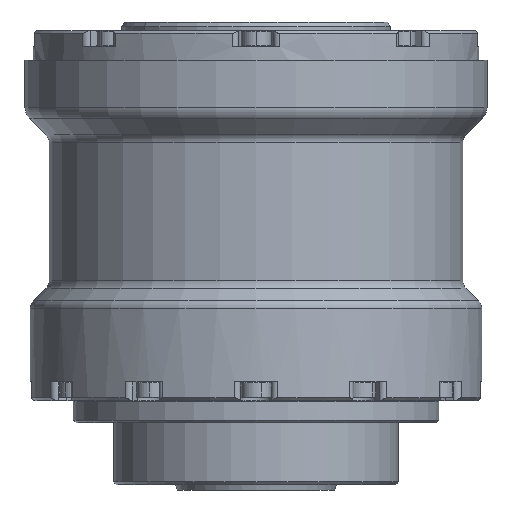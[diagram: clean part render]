
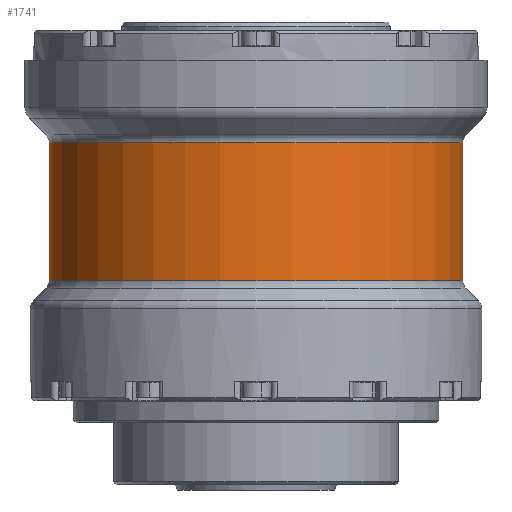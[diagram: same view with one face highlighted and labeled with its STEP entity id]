
A CAD part, front view. The second image highlights one B-rep face of the part: STEP entity #1741.
In plain terms, the highlighted cylindrical face has radius 38.5 mm (diameter 77 mm), a partial arc.
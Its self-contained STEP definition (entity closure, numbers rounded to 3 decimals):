
#1561 = CARTESIAN_POINT ( 'NONE',  ( 0., 0., -15.328 ) ) ;
#1741 = ADVANCED_FACE ( 'NONE', ( #4383 ), #29812, .T. ) ;
#2903 = DIRECTION ( 'NONE',  ( 0., 0., -1. ) ) ;
#3202 = EDGE_CURVE ( 'NONE', #27561, #45293, #10968, .T. ) ;
#3229 = EDGE_CURVE ( 'NONE', #45293, #35807, #14938, .T. ) ;
#4383 = FACE_OUTER_BOUND ( 'NONE', #8706, .T. ) ;
#4418 = CARTESIAN_POINT ( 'NONE',  ( 38.5, 0., 0. ) ) ;
#6845 = CARTESIAN_POINT ( 'NONE',  ( 0., 0., -41.042 ) ) ;
#8067 = DIRECTION ( 'NONE',  ( 0., 0., 1. ) ) ;
#8706 = EDGE_LOOP ( 'NONE', ( #46600, #32089, #11192, #40847 ) ) ;
#9859 = DIRECTION ( 'NONE',  ( 0., 0., 1. ) ) ;
#10653 = CARTESIAN_POINT ( 'NONE',  ( -38.5, 0., -15.328 ) ) ;
#10968 = CIRCLE ( 'NONE', #27613, 38.5 ) ;
#11192 = ORIENTED_EDGE ( 'NONE', *, *, #3229, .T. ) ;
#12850 = CARTESIAN_POINT ( 'NONE',  ( -38.5, 0., -41.042 ) ) ;
#13300 = CIRCLE ( 'NONE', #45891, 38.5 ) ;
#13323 = CARTESIAN_POINT ( 'NONE',  ( 38.5, 0., -41.042 ) ) ;
#14938 = LINE ( 'NONE', #4418, #23077 ) ;
#15679 = CARTESIAN_POINT ( 'NONE',  ( -38.5, 0., 0. ) ) ;
#16532 = DIRECTION ( 'NONE',  ( 1., 0., 0. ) ) ;
#17776 = CARTESIAN_POINT ( 'NONE',  ( 38.5, 0., -15.328 ) ) ;
#19279 = VECTOR ( 'NONE', #8067, 1000. ) ;
#19637 = EDGE_CURVE ( 'NONE', #27561, #24525, #26533, .T. ) ;
#23077 = VECTOR ( 'NONE', #33683, 1000. ) ;
#24525 = VERTEX_POINT ( 'NONE', #10653 ) ;
#26533 = LINE ( 'NONE', #15679, #19279 ) ;
#27561 = VERTEX_POINT ( 'NONE', #12850 ) ;
#27613 = AXIS2_PLACEMENT_3D ( 'NONE', #6845, #31547, #46088 ) ;
#29812 = CYLINDRICAL_SURFACE ( 'NONE', #45111, 38.5 ) ;
#31547 = DIRECTION ( 'NONE',  ( 0., 0., 1. ) ) ;
#32089 = ORIENTED_EDGE ( 'NONE', *, *, #3202, .T. ) ;
#33683 = DIRECTION ( 'NONE',  ( 0., 0., 1. ) ) ;
#33715 = EDGE_CURVE ( 'NONE', #35807, #24525, #13300, .T. ) ;
#35807 = VERTEX_POINT ( 'NONE', #17776 ) ;
#38676 = CARTESIAN_POINT ( 'NONE',  ( 0., 0., 0. ) ) ;
#40847 = ORIENTED_EDGE ( 'NONE', *, *, #33715, .T. ) ;
#42879 = DIRECTION ( 'NONE',  ( 1., 0., 0. ) ) ;
#45111 = AXIS2_PLACEMENT_3D ( 'NONE', #38676, #9859, #16532 ) ;
#45293 = VERTEX_POINT ( 'NONE', #13323 ) ;
#45891 = AXIS2_PLACEMENT_3D ( 'NONE', #1561, #2903, #42879 ) ;
#46088 = DIRECTION ( 'NONE',  ( 1., 0., 0. ) ) ;
#46600 = ORIENTED_EDGE ( 'NONE', *, *, #19637, .F. ) ;
